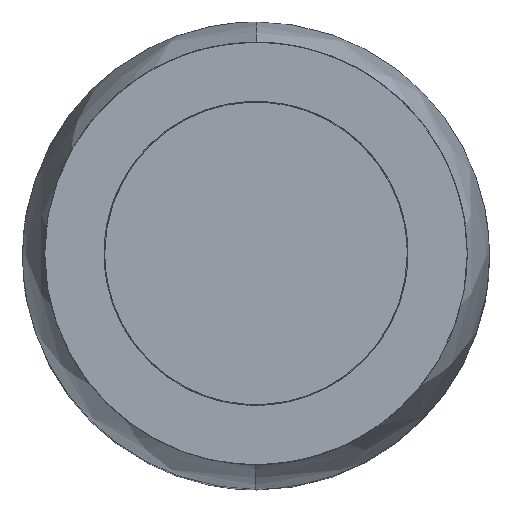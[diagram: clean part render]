
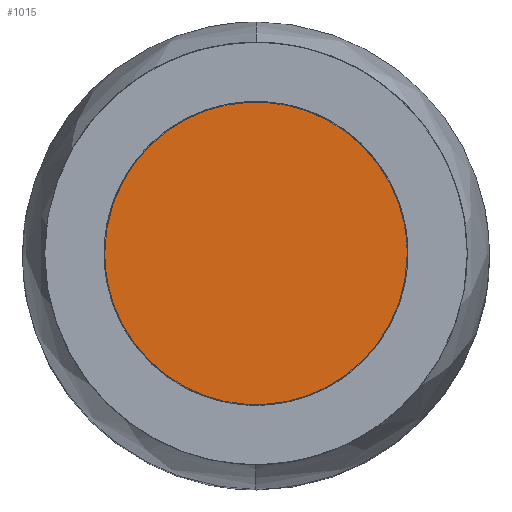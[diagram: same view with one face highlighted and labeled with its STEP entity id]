
A CAD part, top view. The second image highlights one B-rep face of the part: STEP entity #1015.
In plain terms, the highlighted planar face has unit normal (0, 0, -1).
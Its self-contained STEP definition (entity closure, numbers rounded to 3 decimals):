
#366=(
BOUNDED_CURVE()
B_SPLINE_CURVE(2,(#10759,#10760,#10761,#10762,#10763),.UNSPECIFIED.,.F.,
.F.)
B_SPLINE_CURVE_WITH_KNOTS((3,2,3),(-6.283,-4.712,-3.142),
.UNSPECIFIED.)
CURVE()
GEOMETRIC_REPRESENTATION_ITEM()
RATIONAL_B_SPLINE_CURVE((1.,0.707,1.,0.707,1.))
REPRESENTATION_ITEM($)
);
#371=(
BOUNDED_CURVE()
B_SPLINE_CURVE(2,(#10782,#10783,#10784,#10785,#10786),.UNSPECIFIED.,.F.,
.F.)
B_SPLINE_CURVE_WITH_KNOTS((3,2,3),(-3.142,-1.571,0.),
.UNSPECIFIED.)
CURVE()
GEOMETRIC_REPRESENTATION_ITEM()
RATIONAL_B_SPLINE_CURVE((1.,0.707,1.,0.707,1.))
REPRESENTATION_ITEM($)
);
#1015=ADVANCED_FACE($,(#1604),#8654,.T.);
#1604=FACE_OUTER_BOUND($,#2195,.T.);
#2195=EDGE_LOOP($,(#2827,#2828));
#2827=ORIENTED_EDGE($,*,*,#6004,.T.);
#2828=ORIENTED_EDGE($,*,*,#6010,.T.);
#6004=EDGE_CURVE($,#7610,#7614,#366,.T.);
#6010=EDGE_CURVE($,#7614,#7610,#371,.T.);
#7610=VERTEX_POINT($,#10850);
#7614=VERTEX_POINT($,#10854);
#8654=PLANE($,#10074);
#10074=AXIS2_PLACEMENT_3D($,#10799,#10368,$);
#10368=DIRECTION($,(0.,0.,-1.));
#10759=CARTESIAN_POINT($,(67.997,0.,555.2));
#10760=CARTESIAN_POINT($,(67.997,-67.997,555.2));
#10761=CARTESIAN_POINT($,(0.,-67.997,555.2));
#10762=CARTESIAN_POINT($,(-67.997,-67.997,555.2));
#10763=CARTESIAN_POINT($,(-67.997,0.,555.2));
#10782=CARTESIAN_POINT($,(-67.997,0.,555.2));
#10783=CARTESIAN_POINT($,(-67.997,67.997,555.2));
#10784=CARTESIAN_POINT($,(0.,67.997,555.2));
#10785=CARTESIAN_POINT($,(67.997,67.997,555.2));
#10786=CARTESIAN_POINT($,(67.997,0.,555.2));
#10799=CARTESIAN_POINT($,(-67.997,67.997,555.2));
#10850=CARTESIAN_POINT($,(67.997,0.,555.2));
#10854=CARTESIAN_POINT($,(-67.997,0.,555.2));
